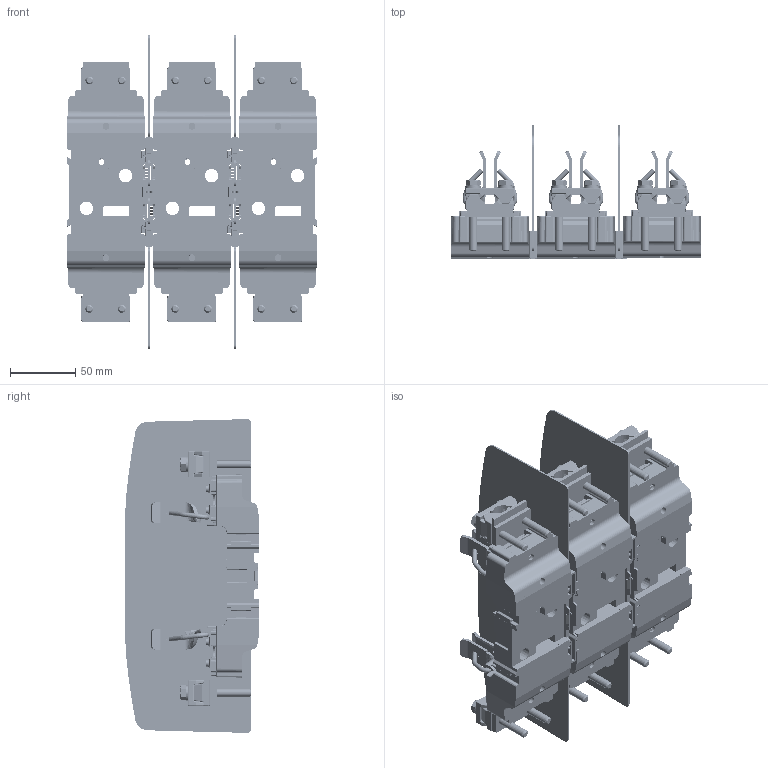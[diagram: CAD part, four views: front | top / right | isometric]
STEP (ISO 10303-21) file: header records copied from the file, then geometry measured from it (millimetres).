
FILE_DESCRIPTION((''),'2;1');
FILE_NAME('004121400_PT1_M10-M10_1P_ASM','2023-10-25T10:18:45',('klemen.sitar'),('Audax d.o.o.'),'CREO PARAMETRIC BY PTC INC, 2021304','CREO PARAMETRIC BY PTC INC, 2021304','');
FILE_SCHEMA(('AP242_MANAGED_MODEL_BASED_3D_ENGINEERING_MIM_LF { 1 0 10303 442 1 1 4 }'));
Products named in the file (29): 0000047317_1_1_2_3_1_1_1_1; 0000038645_AF1_1_1_2_3_4_1_1_1_; 0000038447_1_1_2_3_4_1_1_1_1; 56424_L_KLEMMENUNTERTEIL_S1_P_1; K_1_1_1_1_1; PRT0005LLLL_1_1_1_1_1; 66809_FEDERRING_DIN_127-A6_1__1; 65714_SECHSKANTSCHRAUBE_M6X50_1; P1_TOP_ASM_1_1_ASM; TOP_ASM_1_ASM; 0000038645_AF0_1_1_2_3_4_1_1_1_; 56424_L_KLEMMENUNTERTEIL_S1_P_4; K_1_1_1_1_1_1; PRT0005LLLL_1_1_1_1_1_1; 66809_FEDERRING_DIN_127-A6_1__2; 65714_SECHSKANTSCHRAUBE_M6X50_5; P1_BOT_ASM_1_ASM; BOT_ASM_1_ASM; ETI_LOGO_13_2X7_71MM_1_1; ETI_LOGO_13_2X7_71MM_1_2; ETI_LOGO_13_2X7_71MM_1_3; ETI_LOGO_13_2X7_71MM_1_ASM; BASE_V5_1_1_2_ASM_1_1; BASE_ASM_1_ASM; 0000046864_1_1_1_1; BARRIER_ASM; 0000046860_1_1_1_1; ADAPTER_ASM; 004121400_PT1_M10-M10_1P_ASM
Assembly tree (44 placements, depth 4):
  004121400_PT1_M10-M10_1P_ASM
    TOP_ASM_1_ASM  x3
      0000047317_1_1_2_3_1_1_1_1
      0000038645_AF1_1_1_2_3_4_1_1_1_
      0000038447_1_1_2_3_4_1_1_1_1
      P1_TOP_ASM_1_1_ASM
        56424_L_KLEMMENUNTERTEIL_S1_P_1
        K_1_1_1_1_1
        PRT0005LLLL_1_1_1_1_1
        66809_FEDERRING_DIN_127-A6_1__1  x2
        65714_SECHSKANTSCHRAUBE_M6X50_1  x2
    BOT_ASM_1_ASM  x3
      0000047317_1_1_2_3_1_1_1_1
      0000038645_AF0_1_1_2_3_4_1_1_1_
      0000038447_1_1_2_3_4_1_1_1_1
      P1_BOT_ASM_1_ASM
        56424_L_KLEMMENUNTERTEIL_S1_P_4
        K_1_1_1_1_1_1
        PRT0005LLLL_1_1_1_1_1_1
        66809_FEDERRING_DIN_127-A6_1__2  x2
        65714_SECHSKANTSCHRAUBE_M6X50_5  x2
    BASE_ASM_1_ASM
      ETI_LOGO_13_2X7_71MM_1_ASM
        ETI_LOGO_13_2X7_71MM_1_1
        ETI_LOGO_13_2X7_71MM_1_2
        ETI_LOGO_13_2X7_71MM_1_3
      BASE_V5_1_1_2_ASM_1_1  x3
    BARRIER_ASM
      0000046864_1_1_1_1  x2
    ADAPTER_ASM
      0000046860_1_1_1_1  x2
Bounding box: 191.8 x 103 x 240.84 mm (x, y, z)
Volume: 823867 mm3; surface area: 345128.7 mm2
Topology: 76 solids, 100 shells, 7304 faces, 19044 edges, 11527 vertices
Faces by surface type: cylinder 2676, plane 2630, bspline 942, torus 460, cone 392, sphere 112, extrusion 92
Entity records: 138907 total; most frequent: CARTESIAN_POINT 56870, ORIENTED_EDGE 12354, DIRECTION 10792, EDGE_CURVE 6183, PRESENTATION_STYLE_ASSIGNMENT 4331, STYLED_ITEM 4331, VERTEX_POINT 3817, AXIS2_PLACEMENT_3D 3729
